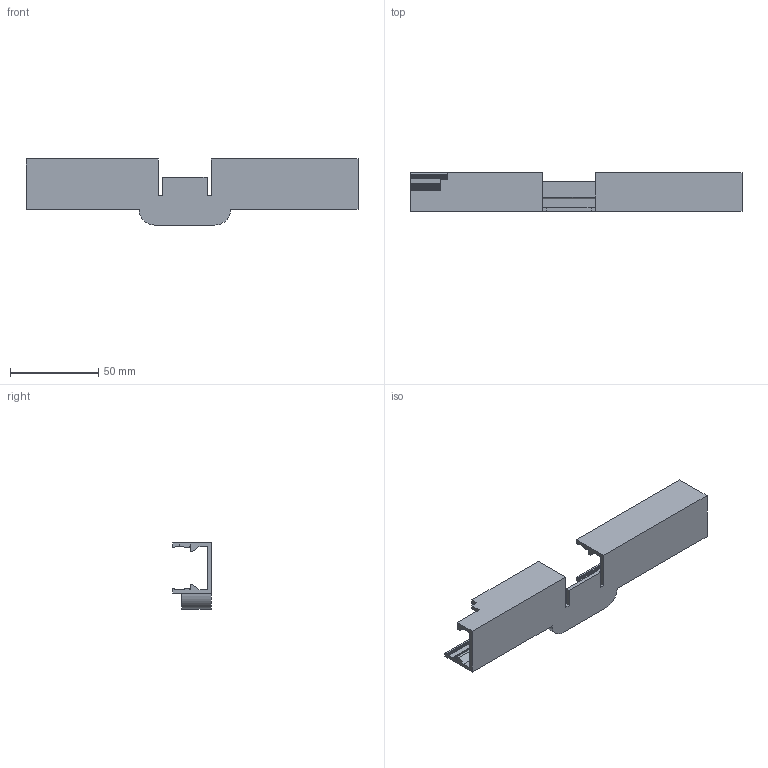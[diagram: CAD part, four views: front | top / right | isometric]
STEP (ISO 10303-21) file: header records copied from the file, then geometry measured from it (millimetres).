
FILE_DESCRIPTION(('FreeCAD Model'),'2;1');
FILE_NAME('Open CASCADE Shape Model','1974-01-01T00:00:00',(''),(''), 'Open CASCADE STEP processor 7.7','FreeCAD','Unknown');
FILE_SCHEMA(('AUTOMOTIVE_DESIGN { 1 0 10303 214 1 1 1 1 }'));
Length unit declared in the file: millimetre
Products named in the file (1): k1_cable_cover_horizontal_step
Bounding box: 188 x 21.88 x 37.39 mm (x, y, z)
Volume: 31895 mm3; surface area: 27148.6 mm2
Topology: 1 solids, 1 shells, 194 faces, 576 edges, 384 vertices
Faces by surface type: plane 188, cylinder 6
Entity records: 6382 total; most frequent: CARTESIAN_POINT 1155, ORIENTED_EDGE 1152, DIRECTION 978, EDGE_CURVE 576, LINE 564, VECTOR 564, VERTEX_POINT 384, AXIS2_PLACEMENT_3D 207
